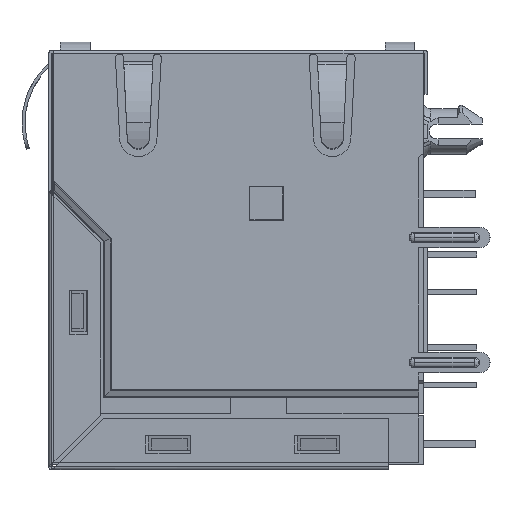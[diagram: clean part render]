
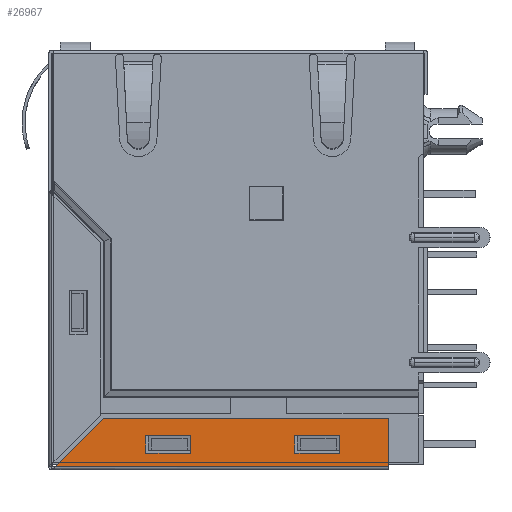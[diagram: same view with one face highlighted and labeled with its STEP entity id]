
A CAD part, left-side view. The second image highlights one B-rep face of the part: STEP entity #26967.
In plain terms, the highlighted planar face has unit normal (-1, 0, 0).
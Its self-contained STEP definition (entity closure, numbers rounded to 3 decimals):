
#588 = B_SPLINE_CURVE_WITH_KNOTS ( 'NONE', 1,
 ( #23710, #25201 ),
 .UNSPECIFIED., .F., .F.,
 ( 2, 2 ),
 ( 0., 1. ),
 .UNSPECIFIED. ) ;
#3724 = CARTESIAN_POINT ( 'NONE',  ( -31.875, -6.835, -26.78 ) ) ;
#8487 = EDGE_CURVE ( 'NONE', #86935, #110978, #82903, .T. ) ;
#10129 = CARTESIAN_POINT ( 'NONE',  ( -31.875, -3.835, -25.58 ) ) ;
#12179 = CARTESIAN_POINT ( 'NONE',  ( -31.875, -6.835, -25.58 ) ) ;
#13511 = ORIENTED_EDGE ( 'NONE', *, *, #122612, .T. ) ;
#13891 = CARTESIAN_POINT ( 'NONE',  ( -31.875, 3.165, -25.58 ) ) ;
#16866 = EDGE_LOOP ( 'NONE', ( #136584, #69497, #55853, #90052 ) ) ;
#20954 = EDGE_CURVE ( 'NONE', #127054, #81489, #76695, .T. ) ;
#23029 = VERTEX_POINT ( 'NONE', #3724 ) ;
#23710 = CARTESIAN_POINT ( 'NONE',  ( -31.875, -3.835, -25.58 ) ) ;
#25201 = CARTESIAN_POINT ( 'NONE',  ( -31.875, -6.835, -25.58 ) ) ;
#25392 = EDGE_LOOP ( 'NONE', ( #115523, #83541, #13511, #108543 ) ) ;
#26508 = FACE_BOUND ( 'NONE', #25392, .T. ) ;
#26967 = ADVANCED_FACE ( 'NONE', ( #51895, #120698, #26508 ), #43688, .T. ) ;
#31518 = CARTESIAN_POINT ( 'NONE',  ( -31.875, 12.693, -27.766 ) ) ;
#31856 = B_SPLINE_CURVE_WITH_KNOTS ( 'NONE', 1,
 ( #137606, #33828 ),
 .UNSPECIFIED., .F., .F.,
 ( 2, 2 ),
 ( 0., 1. ),
 .UNSPECIFIED. ) ;
#33828 = CARTESIAN_POINT ( 'NONE',  ( -31.875, -6.835, -26.78 ) ) ;
#38665 = CARTESIAN_POINT ( 'NONE',  ( -31.875, 9.005, -24.43 ) ) ;
#38925 = CARTESIAN_POINT ( 'NONE',  ( -31.875, -3.835, -26.78 ) ) ;
#40329 = CARTESIAN_POINT ( 'NONE',  ( -31.875, 9.005, -24.43 ) ) ;
#43155 = EDGE_CURVE ( 'NONE', #77743, #127054, #57441, .T. ) ;
#43688 = PLANE ( 'NONE',  #87623 ) ;
#46689 = VERTEX_POINT ( 'NONE', #47806 ) ;
#46795 = EDGE_CURVE ( 'NONE', #77743, #108973, #68576, .T. ) ;
#47806 = CARTESIAN_POINT ( 'NONE',  ( -31.875, -3.835, -25.58 ) ) ;
#48203 = CARTESIAN_POINT ( 'NONE',  ( -31.875, 6.165, -25.58 ) ) ;
#51291 = CARTESIAN_POINT ( 'NONE',  ( -31.875, -10.135, -24.43 ) ) ;
#51895 = FACE_OUTER_BOUND ( 'NONE', #16866, .T. ) ;
#53714 = CARTESIAN_POINT ( 'NONE',  ( -31.875, -3.835, -26.78 ) ) ;
#55089 = CARTESIAN_POINT ( 'NONE',  ( -31.875, -3.835, -26.78 ) ) ;
#55853 = ORIENTED_EDGE ( 'NONE', *, *, #99770, .F. ) ;
#57441 = B_SPLINE_CURVE_WITH_KNOTS ( 'NONE', 1,
 ( #102194, #66835 ),
 .UNSPECIFIED., .F., .F.,
 ( 2, 2 ),
 ( 0., 1. ),
 .UNSPECIFIED. ) ;
#57922 = B_SPLINE_CURVE_WITH_KNOTS ( 'NONE', 1,
 ( #104258, #58776 ),
 .UNSPECIFIED., .F., .F.,
 ( 2, 2 ),
 ( 0., 1. ),
 .UNSPECIFIED. ) ;
#58546 = EDGE_CURVE ( 'NONE', #23029, #107355, #126771, .T. ) ;
#58776 = CARTESIAN_POINT ( 'NONE',  ( -31.875, 3.165, -26.78 ) ) ;
#62462 = CARTESIAN_POINT ( 'NONE',  ( -31.875, 12.245, -27.67 ) ) ;
#64140 = CARTESIAN_POINT ( 'NONE',  ( -31.875, 6.165, -25.58 ) ) ;
#64877 = CARTESIAN_POINT ( 'NONE',  ( -31.875, -6.835, -26.78 ) ) ;
#66158 = CARTESIAN_POINT ( 'NONE',  ( -31.875, 6.165, -25.58 ) ) ;
#66499 = B_SPLINE_CURVE_WITH_KNOTS ( 'NONE', 1,
 ( #101509, #66158 ),
 .UNSPECIFIED., .F., .F.,
 ( 2, 2 ),
 ( 0., 1. ),
 .UNSPECIFIED. ) ;
#66835 = CARTESIAN_POINT ( 'NONE',  ( -31.875, 9.005, -24.43 ) ) ;
#68205 = EDGE_CURVE ( 'NONE', #131850, #86935, #66499, .T. ) ;
#68576 = B_SPLINE_CURVE_WITH_KNOTS ( 'NONE', 1,
 ( #62462, #141930 ),
 .UNSPECIFIED., .F., .F.,
 ( 2, 2 ),
 ( 0., 1. ),
 .UNSPECIFIED. ) ;
#69497 = ORIENTED_EDGE ( 'NONE', *, *, #46795, .T. ) ;
#76695 = B_SPLINE_CURVE_WITH_KNOTS ( 'NONE', 1,
 ( #38665, #51291 ),
 .UNSPECIFIED., .F., .F.,
 ( 2, 2 ),
 ( 0., 1. ),
 .UNSPECIFIED. ) ;
#77743 = VERTEX_POINT ( 'NONE', #104262 ) ;
#80957 = CARTESIAN_POINT ( 'NONE',  ( -31.875, 6.165, -26.78 ) ) ;
#81475 = CARTESIAN_POINT ( 'NONE',  ( -31.875, -10.135, -27.67 ) ) ;
#81489 = VERTEX_POINT ( 'NONE', #111068 ) ;
#82903 = B_SPLINE_CURVE_WITH_KNOTS ( 'NONE', 1,
 ( #48203, #13891 ),
 .UNSPECIFIED., .F., .F.,
 ( 2, 2 ),
 ( 0., 1. ),
 .UNSPECIFIED. ) ;
#83325 = EDGE_LOOP ( 'NONE', ( #136411, #88377, #101644, #132477 ) ) ;
#83541 = ORIENTED_EDGE ( 'NONE', *, *, #102321, .T. ) ;
#84054 = CARTESIAN_POINT ( 'NONE',  ( -31.875, 3.165, -25.58 ) ) ;
#86206 = CARTESIAN_POINT ( 'NONE',  ( -31.875, -10.135, -27.67 ) ) ;
#86935 = VERTEX_POINT ( 'NONE', #64140 ) ;
#87623 = AXIS2_PLACEMENT_3D ( 'NONE', #31518, #90196, #101316 ) ;
#88377 = ORIENTED_EDGE ( 'NONE', *, *, #8487, .T. ) ;
#89603 = B_SPLINE_CURVE_WITH_KNOTS ( 'NONE', 1,
 ( #96138, #129026 ),
 .UNSPECIFIED., .F., .F.,
 ( 2, 2 ),
 ( 0., 1. ),
 .UNSPECIFIED. ) ;
#90052 = ORIENTED_EDGE ( 'NONE', *, *, #20954, .F. ) ;
#90196 = DIRECTION ( 'NONE',  ( -1., 0., 0. ) ) ;
#93174 = B_SPLINE_CURVE_WITH_KNOTS ( 'NONE', 1,
 ( #55089, #10129 ),
 .UNSPECIFIED., .F., .F.,
 ( 2, 2 ),
 ( 0., 1. ),
 .UNSPECIFIED. ) ;
#94964 = EDGE_CURVE ( 'NONE', #110978, #147079, #57922, .T. ) ;
#96138 = CARTESIAN_POINT ( 'NONE',  ( -31.875, 3.165, -26.78 ) ) ;
#99770 = EDGE_CURVE ( 'NONE', #81489, #108973, #125731, .T. ) ;
#101316 = DIRECTION ( 'NONE',  ( 0., -1., 0. ) ) ;
#101509 = CARTESIAN_POINT ( 'NONE',  ( -31.875, 6.165, -26.78 ) ) ;
#101644 = ORIENTED_EDGE ( 'NONE', *, *, #94964, .T. ) ;
#102194 = CARTESIAN_POINT ( 'NONE',  ( -31.875, 12.245, -27.67 ) ) ;
#102321 = EDGE_CURVE ( 'NONE', #46689, #133717, #588, .T. ) ;
#103737 = EDGE_CURVE ( 'NONE', #147079, #131850, #89603, .T. ) ;
#104161 = EDGE_CURVE ( 'NONE', #107355, #46689, #93174, .T. ) ;
#104258 = CARTESIAN_POINT ( 'NONE',  ( -31.875, 3.165, -25.58 ) ) ;
#104262 = CARTESIAN_POINT ( 'NONE',  ( -31.875, 12.245, -27.67 ) ) ;
#107355 = VERTEX_POINT ( 'NONE', #38925 ) ;
#108543 = ORIENTED_EDGE ( 'NONE', *, *, #58546, .T. ) ;
#108973 = VERTEX_POINT ( 'NONE', #81475 ) ;
#110978 = VERTEX_POINT ( 'NONE', #84054 ) ;
#111068 = CARTESIAN_POINT ( 'NONE',  ( -31.875, -10.135, -24.43 ) ) ;
#115523 = ORIENTED_EDGE ( 'NONE', *, *, #104161, .T. ) ;
#120698 = FACE_BOUND ( 'NONE', #83325, .T. ) ;
#122612 = EDGE_CURVE ( 'NONE', #133717, #23029, #31856, .T. ) ;
#125731 = B_SPLINE_CURVE_WITH_KNOTS ( 'NONE', 1,
 ( #132282, #86206 ),
 .UNSPECIFIED., .F., .F.,
 ( 2, 2 ),
 ( 0., 1. ),
 .UNSPECIFIED. ) ;
#126771 = B_SPLINE_CURVE_WITH_KNOTS ( 'NONE', 1,
 ( #64877, #53714 ),
 .UNSPECIFIED., .F., .F.,
 ( 2, 2 ),
 ( 0., 1. ),
 .UNSPECIFIED. ) ;
#127054 = VERTEX_POINT ( 'NONE', #40329 ) ;
#129026 = CARTESIAN_POINT ( 'NONE',  ( -31.875, 6.165, -26.78 ) ) ;
#131850 = VERTEX_POINT ( 'NONE', #80957 ) ;
#132282 = CARTESIAN_POINT ( 'NONE',  ( -31.875, -10.135, -24.43 ) ) ;
#132477 = ORIENTED_EDGE ( 'NONE', *, *, #103737, .T. ) ;
#133717 = VERTEX_POINT ( 'NONE', #12179 ) ;
#136411 = ORIENTED_EDGE ( 'NONE', *, *, #68205, .T. ) ;
#136584 = ORIENTED_EDGE ( 'NONE', *, *, #43155, .F. ) ;
#137606 = CARTESIAN_POINT ( 'NONE',  ( -31.875, -6.835, -25.58 ) ) ;
#140898 = CARTESIAN_POINT ( 'NONE',  ( -31.875, 3.165, -26.78 ) ) ;
#141930 = CARTESIAN_POINT ( 'NONE',  ( -31.875, -10.135, -27.67 ) ) ;
#147079 = VERTEX_POINT ( 'NONE', #140898 ) ;
